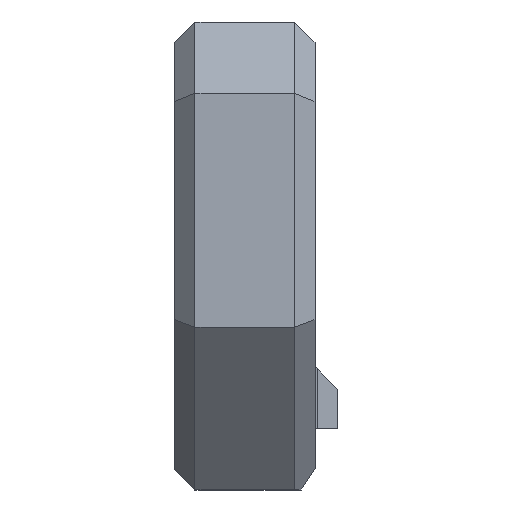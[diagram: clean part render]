
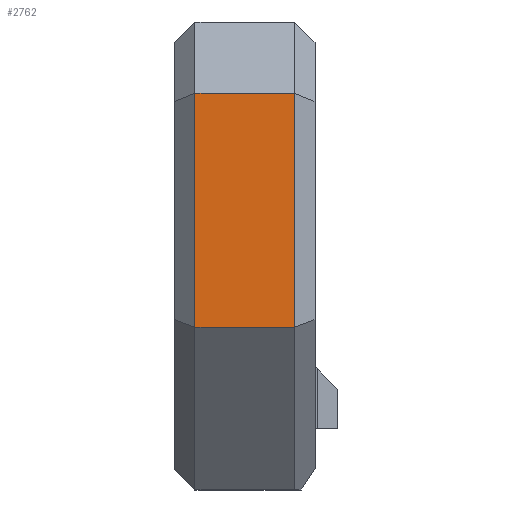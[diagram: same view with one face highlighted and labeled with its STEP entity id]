
A CAD part, left-side view. The second image highlights one B-rep face of the part: STEP entity #2762.
In plain terms, the highlighted planar face has unit normal (-1, 0, 0).
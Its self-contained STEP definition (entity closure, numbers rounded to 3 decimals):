
#223=PLANE('',#2945);
#371=FACE_OUTER_BOUND('',#529,.T.);
#529=EDGE_LOOP('',(#2570,#2571,#2572,#2573));
#755=LINE('',#4566,#1053);
#780=LINE('',#4614,#1078);
#832=LINE('',#4740,#1130);
#833=LINE('',#4742,#1131);
#1053=VECTOR('',#3367,10.);
#1078=VECTOR('',#3412,10.);
#1130=VECTOR('',#3556,10.);
#1131=VECTOR('',#3559,10.);
#1374=VERTEX_POINT('',#4557);
#1377=VERTEX_POINT('',#4565);
#1388=VERTEX_POINT('',#4606);
#1390=VERTEX_POINT('',#4612);
#1721=EDGE_CURVE('',#1377,#1374,#755,.T.);
#1746=EDGE_CURVE('',#1390,#1388,#780,.T.);
#1809=EDGE_CURVE('',#1374,#1390,#832,.T.);
#1810=EDGE_CURVE('',#1377,#1388,#833,.T.);
#2570=ORIENTED_EDGE('',*,*,#1721,.F.);
#2571=ORIENTED_EDGE('',*,*,#1810,.T.);
#2572=ORIENTED_EDGE('',*,*,#1746,.F.);
#2573=ORIENTED_EDGE('',*,*,#1809,.F.);
#2762=ADVANCED_FACE('',(#371),#223,.T.);
#2945=AXIS2_PLACEMENT_3D('',#4741,#3557,#3558);
#3367=DIRECTION('',(0.,0.,-1.));
#3412=DIRECTION('',(0.,0.,1.));
#3556=DIRECTION('',(0.,1.,0.));
#3557=DIRECTION('center_axis',(-1.,0.,0.));
#3558=DIRECTION('ref_axis',(0.,0.,-1.));
#3559=DIRECTION('',(0.,1.,0.));
#4557=CARTESIAN_POINT('',(-35.,1.2,9.5));
#4565=CARTESIAN_POINT('',(-35.,1.2,32.501));
#4566=CARTESIAN_POINT('',(-35.,1.2,24.501));
#4606=CARTESIAN_POINT('',(-35.,11.,32.501));
#4612=CARTESIAN_POINT('',(-35.,11.,9.5));
#4614=CARTESIAN_POINT('',(-35.,11.,24.501));
#4740=CARTESIAN_POINT('',(-35.,10.2,9.5));
#4741=CARTESIAN_POINT('Origin',(-35.,10.2,32.501));
#4742=CARTESIAN_POINT('',(-35.,10.2,32.501));
